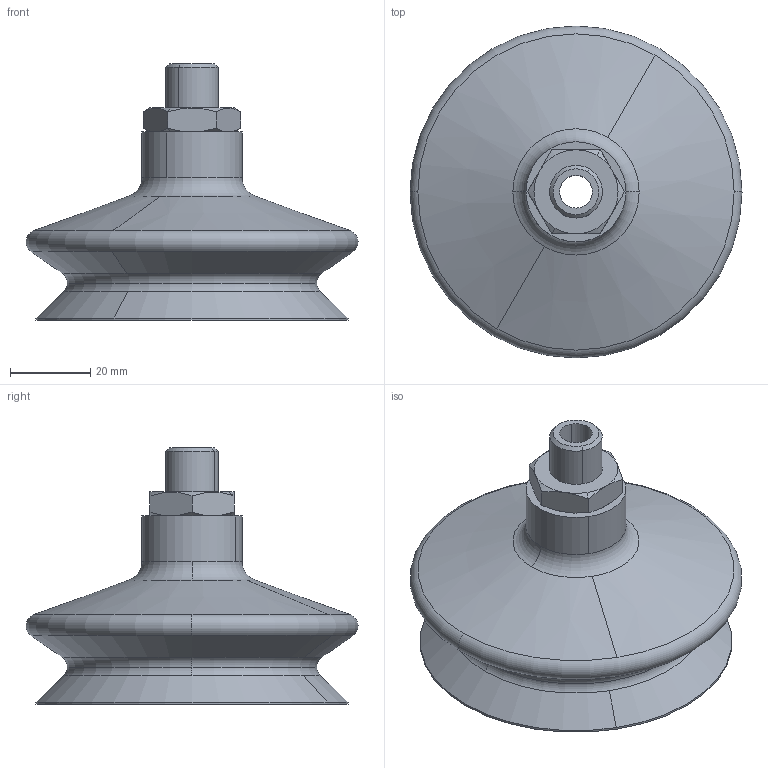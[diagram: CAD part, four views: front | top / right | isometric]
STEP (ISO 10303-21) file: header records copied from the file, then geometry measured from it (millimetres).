
FILE_DESCRIPTION (( 'STEP AP203' ), '1' );
FILE_NAME ('10.01.06.00084.step', '2021-04-14T12:45:08', ( '' ), ( '' ), 'SwSTEP 2.0', 'SolidWorks 2021', '' );
FILE_SCHEMA (( 'CONFIG_CONTROL_DESIGN' ));
Length unit declared in the file: millimetre
Products named in the file (1): 10.01.06.00084
Bounding box: 82.99 x 82.99 x 64 mm (x, y, z)
Volume: 54559.3 mm3; surface area: 28711.9 mm2
Topology: 1 solids, 1 shells, 64 faces, 150 edges, 96 vertices
Faces by surface type: cylinder 18, cone 16, plane 16, torus 14
Entity records: 1945 total; most frequent: DIRECTION 366, CARTESIAN_POINT 335, ORIENTED_EDGE 300, AXIS2_PLACEMENT_3D 163, EDGE_CURVE 150, CIRCLE 98, VERTEX_POINT 96, EDGE_LOOP 74
